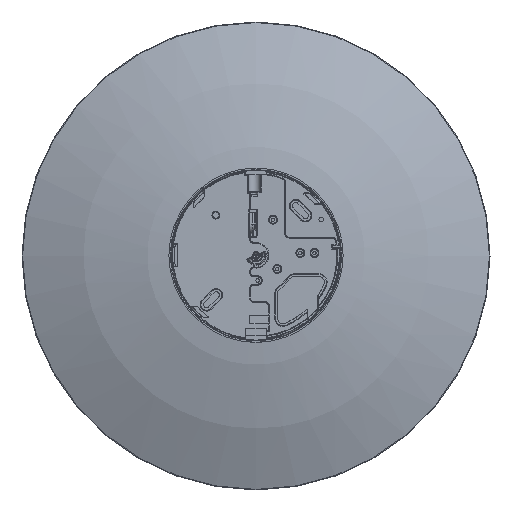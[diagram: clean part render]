
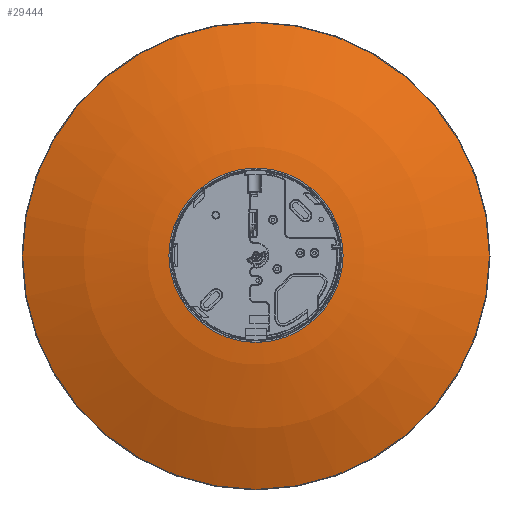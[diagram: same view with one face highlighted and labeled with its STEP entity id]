
A CAD part, top view. The second image highlights one B-rep face of the part: STEP entity #29444.
In plain terms, the highlighted spherical face has radius 410 mm.
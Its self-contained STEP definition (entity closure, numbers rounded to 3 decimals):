
#758=SPHERICAL_SURFACE('',#32938,410.);
#3579=CIRCLE('',#32936,30.8);
#3581=CIRCLE('',#32939,165.);
#3582=CIRCLE('',#32940,410.);
#3583=CIRCLE('',#32941,165.);
#5429=FACE_OUTER_BOUND('',#7380,.T.);
#7380=EDGE_LOOP('',(#26807,#26808,#26809,#26810,#26811));
#13922=VERTEX_POINT('',#72083);
#13924=VERTEX_POINT('',#72088);
#13925=VERTEX_POINT('',#72089);
#18246=EDGE_CURVE('',#13922,#13922,#3579,.T.);
#18248=EDGE_CURVE('',#13924,#13925,#3581,.T.);
#18249=EDGE_CURVE('',#13925,#13922,#3582,.T.);
#18250=EDGE_CURVE('',#13925,#13924,#3583,.T.);
#26807=ORIENTED_EDGE('',*,*,#18248,.T.);
#26808=ORIENTED_EDGE('',*,*,#18249,.T.);
#26809=ORIENTED_EDGE('',*,*,#18246,.T.);
#26810=ORIENTED_EDGE('',*,*,#18249,.F.);
#26811=ORIENTED_EDGE('',*,*,#18250,.T.);
#29444=ADVANCED_FACE('',(#5429),#758,.T.);
#32936=AXIS2_PLACEMENT_3D('',#72084,#41361,#41362);
#32938=AXIS2_PLACEMENT_3D('',#72087,#41365,#41366);
#32939=AXIS2_PLACEMENT_3D('',#72090,#41367,#41368);
#32940=AXIS2_PLACEMENT_3D('',#72091,#41369,#41370);
#32941=AXIS2_PLACEMENT_3D('',#72092,#41371,#41372);
#41361=DIRECTION('center_axis',(0.,0.,
-1.));
#41362=DIRECTION('ref_axis',(0.,1.,0.));
#41365=DIRECTION('center_axis',(0.,0.,-1.));
#41366=DIRECTION('ref_axis',(0.,-1.,0.));
#41367=DIRECTION('center_axis',(0.,0.,
1.));
#41368=DIRECTION('ref_axis',(0.,1.,0.));
#41369=DIRECTION('center_axis',(1.,0.,0.));
#41370=DIRECTION('ref_axis',(0.,1.,0.));
#41371=DIRECTION('center_axis',(0.,0.,
1.));
#41372=DIRECTION('ref_axis',(0.,1.,0.));
#72083=CARTESIAN_POINT('',(-37.816,180.763,-286.265));
#72084=CARTESIAN_POINT('Origin',(-37.816,149.963,-286.265));
#72087=CARTESIAN_POINT('Origin',(-37.816,149.963,-695.107));
#72088=CARTESIAN_POINT('',(-37.816,-15.037,-319.774));
#72089=CARTESIAN_POINT('',(-37.816,314.963,-319.774));
#72090=CARTESIAN_POINT('Origin',(-37.816,149.963,-319.774));
#72091=CARTESIAN_POINT('Origin',(-37.816,149.963,-695.107));
#72092=CARTESIAN_POINT('Origin',(-37.816,149.963,-319.774));
